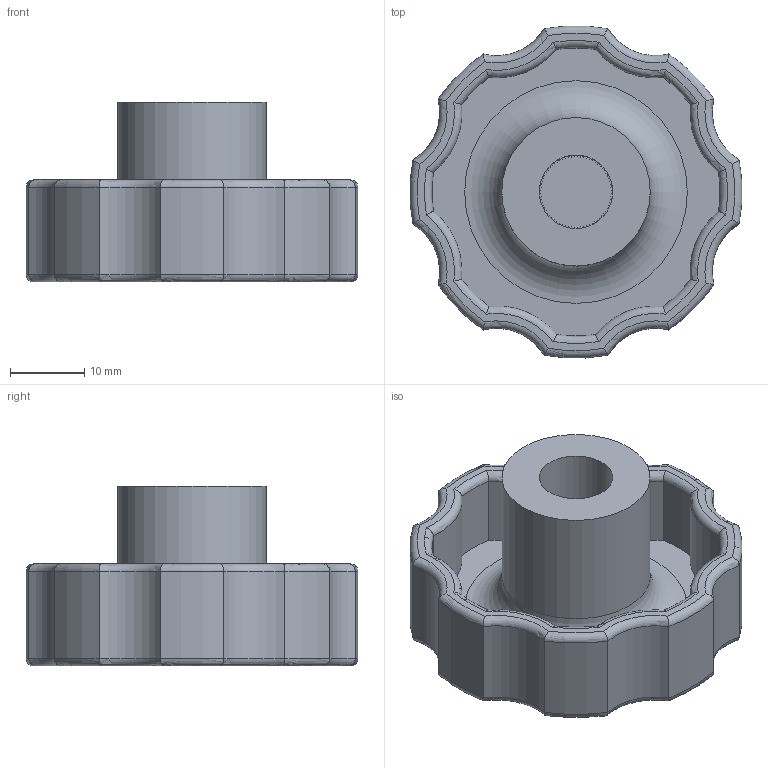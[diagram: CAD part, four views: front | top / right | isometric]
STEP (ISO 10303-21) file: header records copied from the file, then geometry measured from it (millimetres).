
FILE_DESCRIPTION(/* description */ (''),/* implementation_level */ '2;1');
FILE_NAME(/* name */ 'sizeknob.step',/* time_stamp */ '2021-04-04T10:47:08-05:00',/* author */ (''),/* organization */ (''),/* preprocessor_version */ 'ST-DEVELOPER v18.1',/* originating_system */ 'Autodesk Translation Framework v9.10.0.1330',/* authorisation */ '');
FILE_SCHEMA (('AUTOMOTIVE_DESIGN { 1 0 10303 214 3 1 1 }'));
Length unit declared in the file: millimetre
Products named in the file (1): sizeknob
Bounding box: 44.71 x 44.71 x 24.25 mm (x, y, z)
Volume: 14162.4 mm3; surface area: 8071.2 mm2
Topology: 1 solids, 1 shells, 233 faces, 632 edges, 405 vertices
Faces by surface type: plane 150, torus 49, cylinder 34
Full cylindrical faces by diameter (mm): 9.9 x1, 20 x1
Entity records: 7779 total; most frequent: CARTESIAN_POINT 1881, ORIENTED_EDGE 1264, DIRECTION 1170, EDGE_CURVE 632, LINE 466, VECTOR 466, VERTEX_POINT 405, AXIS2_PLACEMENT_3D 352
